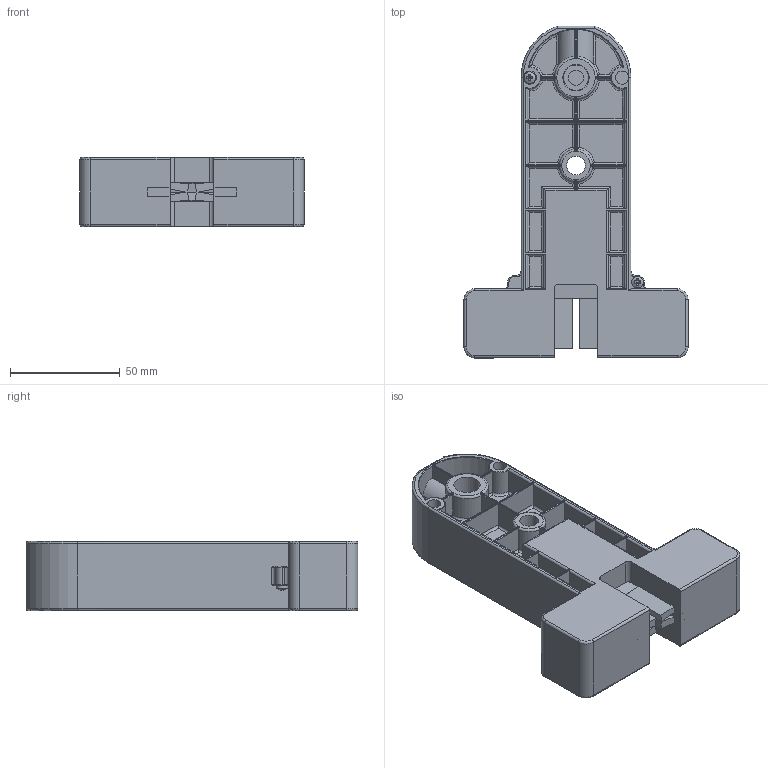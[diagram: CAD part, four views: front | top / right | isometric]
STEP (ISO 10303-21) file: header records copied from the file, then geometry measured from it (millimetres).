
FILE_DESCRIPTION((''),'2;1');
FILE_NAME('2039_Aufzugsbuerste_5_16.stp','2011-12-05T10:12:45',('pascalzweiacker'),(''),'Autodesk Inventor 2012','Autodesk Inventor 2012','');
FILE_SCHEMA(('AUTOMOTIVE_DESIGN { 1 0 10303 214 1 1 1 1 }'));
Length unit declared in the file: millimetre
Products named in the file (1): 2039_Aufzugsbuerste_5_16
Bounding box: 102 x 151 x 31.5 mm (x, y, z)
Volume: 173276.8 mm3; surface area: 68589.2 mm2
Topology: 1 solids, 40 shells, 1087 faces, 2503 edges, 1529 vertices
Faces by surface type: plane 507, cylinder 436, torus 136, sphere 4, cone 4
Full cylindrical faces by diameter (mm): 1.63 x4, 2.5 x4, 3.2 x2, 3.3 x2, 5.3 x4, 6 x4, 7 x1, 8.5 x1, 11.445 x1, 12 x3
Entity records: 31973 total; most frequent: CARTESIAN_POINT 7651, DIRECTION 5122, ORIENTED_EDGE 4908, EDGE_CURVE 2454, AXIS2_PLACEMENT_3D 1862, VERTEX_POINT 1514, VECTOR 1398, LINE 1398
